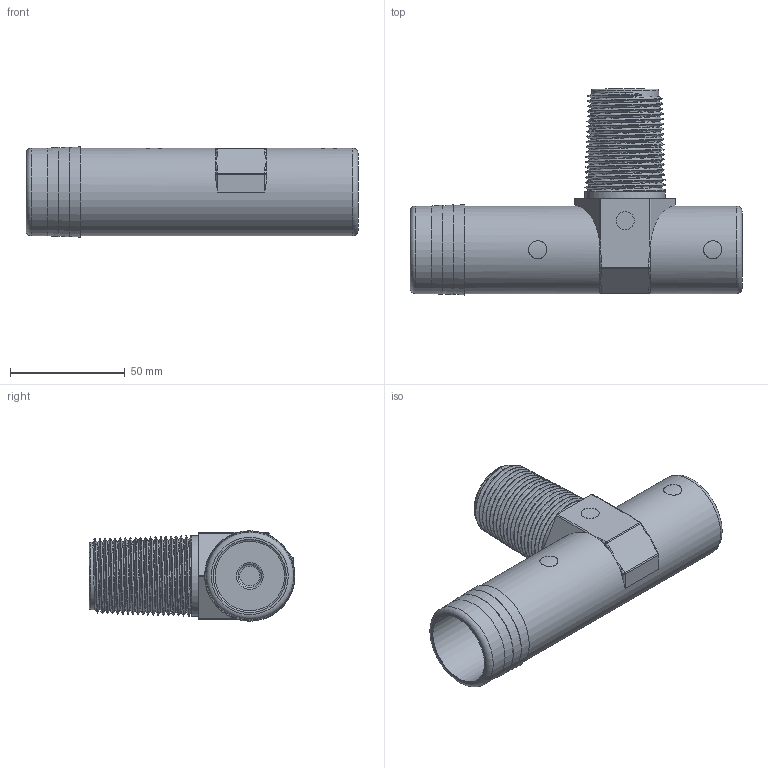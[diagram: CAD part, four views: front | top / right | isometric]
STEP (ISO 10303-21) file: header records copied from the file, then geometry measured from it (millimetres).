
FILE_DESCRIPTION(/* description */ ('1 1/2" HB ELBOW X 1" MPT'),/* implementation_level */ '2;1');
FILE_NAME(/* name */ 'HBEL150-100-90.stp',/* time_stamp */ '2016-12-05T15:03:17-05:00',/* author */ ('MEG'),/* organization */ (''),/* preprocessor_version */ 'ST-DEVELOPER v16.5',/* originating_system */ 'Autodesk Inventor 2017',/* authorisation */ '');
FILE_SCHEMA (('AUTOMOTIVE_DESIGN { 1 0 10303 214 3 1 1 }'));
Length unit declared in the file: inch
Products named in the file (1): HBEL150/100-90
Bounding box: 144.53 x 89.66 x 39.37 mm (x, y, z)
Volume: 86526.5 mm3; surface area: 45301.5 mm2
Topology: 1 solids, 1 shells, 97 faces, 236 edges, 141 vertices
Faces by surface type: cone 26, cylinder 25, plane 23, bspline 13, torus 6, sphere 4
Full cylindrical faces by diameter (mm): 7.874 x1, 10.16 x1, 31.75 x1, 35.052 x1, 38.1 x2
Entity records: 9041 total; most frequent: CARTESIAN_POINT 7452, DIRECTION 319, ORIENTED_EDGE 292, EDGE_CURVE 146, AXIS2_PLACEMENT_3D 136, EDGE_LOOP 107, VERTEX_POINT 97, FACE_OUTER_BOUND 78
